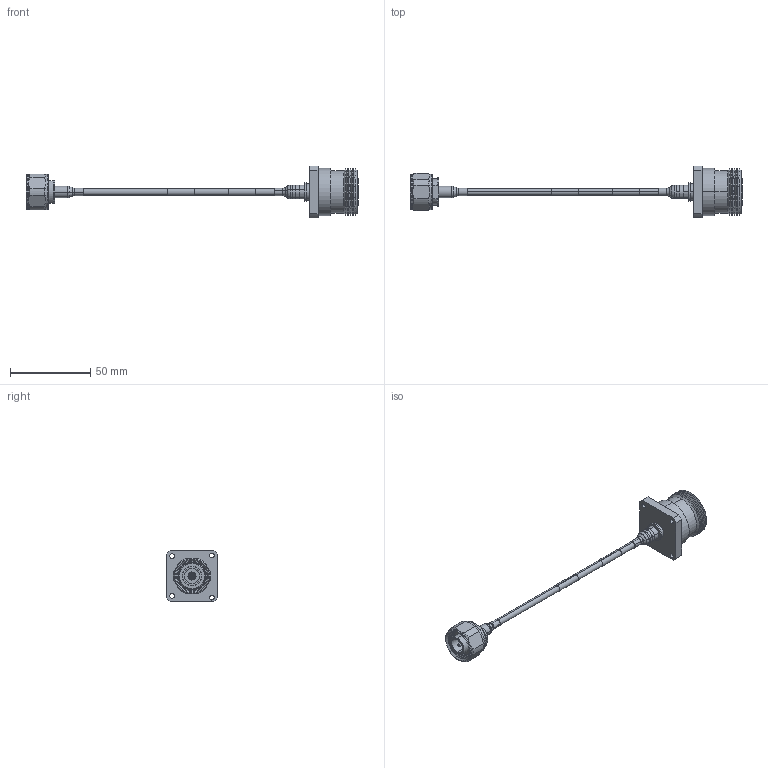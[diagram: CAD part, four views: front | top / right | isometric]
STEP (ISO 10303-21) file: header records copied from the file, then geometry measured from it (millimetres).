
FILE_DESCRIPTION (( 'STEP AP214' ), '1' );
FILE_NAME ('PE3C8286_3D.STEP', '2021-07-29T17:34:39', ( '' ), ( '' ), 'SwSTEP 2.0', 'SolidWorks 2021', '' );
FILE_SCHEMA (( 'AUTOMOTIVE_DESIGN' ));
Length unit declared in the file: inch
Products named in the file (6): PE3C8286_3D; TC-402-4195M-LP-PE; TFT-402-MA1; TFT-402-LF_LABEL PE+FM; TFT-402-MA1_1.5; TC-402-716F-PM-LP-PE
Assembly tree (5 placements, depth 2):
  PE3C8286_3D
    TFT-402-LF_LABEL PE+FM
    TC-402-4195M-LP-PE
    TFT-402-MA1
    TFT-402-MA1_1.5
    TC-402-716F-PM-LP-PE
Bounding box: 206.78 x 32 x 32 mm (x, y, z)
Volume: 24254.1 mm3; surface area: 16984.5 mm2
Topology: 9 solids, 9 shells, 383 faces, 851 edges, 511 vertices
Faces by surface type: cone 124, cylinder 121, plane 86, torus 52
Entity records: 11763 total; most frequent: CARTESIAN_POINT 2592, DIRECTION 2032, ORIENTED_EDGE 1698, AXIS2_PLACEMENT_3D 852, EDGE_CURVE 849, VERTEX_POINT 511, CIRCLE 461, EDGE_LOOP 428
